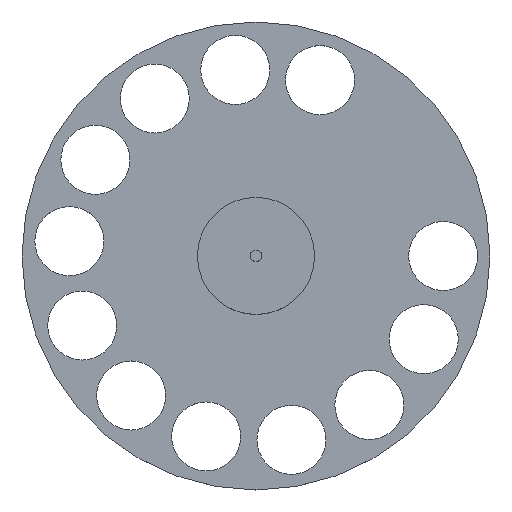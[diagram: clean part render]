
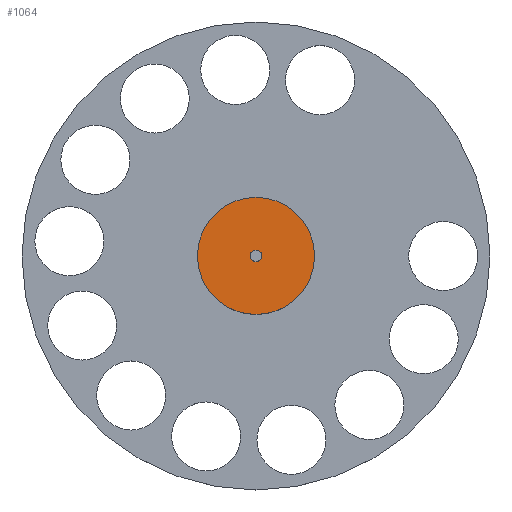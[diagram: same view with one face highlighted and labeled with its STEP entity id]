
A CAD part, top view. The second image highlights one B-rep face of the part: STEP entity #1064.
In plain terms, the highlighted planar face has unit normal (0, 0, 1).
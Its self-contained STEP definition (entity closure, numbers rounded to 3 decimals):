
#117 = DIRECTION ( 'NONE',  ( 1., 0., 0. ) ) ;
#134 = EDGE_CURVE ( 'NONE', #590, #425, #1063, .T. ) ;
#143 = CARTESIAN_POINT ( 'NONE',  ( -25., 0., 20. ) ) ;
#181 = CIRCLE ( 'NONE', #232, 2.5 ) ;
#182 = CARTESIAN_POINT ( 'NONE',  ( 0., 0., 20. ) ) ;
#232 = AXIS2_PLACEMENT_3D ( 'NONE', #364, #758, #1048 ) ;
#240 = AXIS2_PLACEMENT_3D ( 'NONE', #497, #401, #1123 ) ;
#270 = AXIS2_PLACEMENT_3D ( 'NONE', #374, #598, #117 ) ;
#335 = ORIENTED_EDGE ( 'NONE', *, *, #890, .F. ) ;
#364 = CARTESIAN_POINT ( 'NONE',  ( 0., 0., 20. ) ) ;
#371 = CARTESIAN_POINT ( 'NONE',  ( -2.5, 0., 20. ) ) ;
#374 = CARTESIAN_POINT ( 'NONE',  ( 0., 0., 20. ) ) ;
#401 = DIRECTION ( 'NONE',  ( 0., 0., 1. ) ) ;
#425 = VERTEX_POINT ( 'NONE', #870 ) ;
#490 = EDGE_CURVE ( 'NONE', #1186, #999, #528, .T. ) ;
#497 = CARTESIAN_POINT ( 'NONE',  ( 0., 0., 20. ) ) ;
#523 = ORIENTED_EDGE ( 'NONE', *, *, #836, .T. ) ;
#528 = CIRCLE ( 'NONE', #240, 2.5 ) ;
#535 = CIRCLE ( 'NONE', #1217, 25. ) ;
#541 = AXIS2_PLACEMENT_3D ( 'NONE', #975, #1148, #1056 ) ;
#546 = EDGE_LOOP ( 'NONE', ( #790, #523 ) ) ;
#553 = DIRECTION ( 'NONE',  ( 1., 0., 0. ) ) ;
#590 = VERTEX_POINT ( 'NONE', #143 ) ;
#598 = DIRECTION ( 'NONE',  ( 0., 0., 1. ) ) ;
#709 = EDGE_LOOP ( 'NONE', ( #1026, #335 ) ) ;
#758 = DIRECTION ( 'NONE',  ( 0., 0., 1. ) ) ;
#790 = ORIENTED_EDGE ( 'NONE', *, *, #134, .T. ) ;
#836 = EDGE_CURVE ( 'NONE', #425, #590, #535, .T. ) ;
#858 = FACE_BOUND ( 'NONE', #709, .T. ) ;
#870 = CARTESIAN_POINT ( 'NONE',  ( 25., 0., 20. ) ) ;
#882 = FACE_OUTER_BOUND ( 'NONE', #546, .T. ) ;
#890 = EDGE_CURVE ( 'NONE', #999, #1186, #181, .T. ) ;
#920 = DIRECTION ( 'NONE',  ( 0., 0., 1. ) ) ;
#975 = CARTESIAN_POINT ( 'NONE',  ( 0., 0., 20. ) ) ;
#999 = VERTEX_POINT ( 'NONE', #1130 ) ;
#1026 = ORIENTED_EDGE ( 'NONE', *, *, #490, .F. ) ;
#1048 = DIRECTION ( 'NONE',  ( 1., 0., 0. ) ) ;
#1056 = DIRECTION ( 'NONE',  ( 1., 0., 0. ) ) ;
#1063 = CIRCLE ( 'NONE', #541, 25. ) ;
#1064 = ADVANCED_FACE ( 'NONE', ( #858, #882 ), #1139, .T. ) ;
#1123 = DIRECTION ( 'NONE',  ( 1., 0., 0. ) ) ;
#1130 = CARTESIAN_POINT ( 'NONE',  ( 2.5, 0., 20. ) ) ;
#1139 = PLANE ( 'NONE',  #270 ) ;
#1148 = DIRECTION ( 'NONE',  ( 0., 0., 1. ) ) ;
#1186 = VERTEX_POINT ( 'NONE', #371 ) ;
#1217 = AXIS2_PLACEMENT_3D ( 'NONE', #182, #920, #553 ) ;
